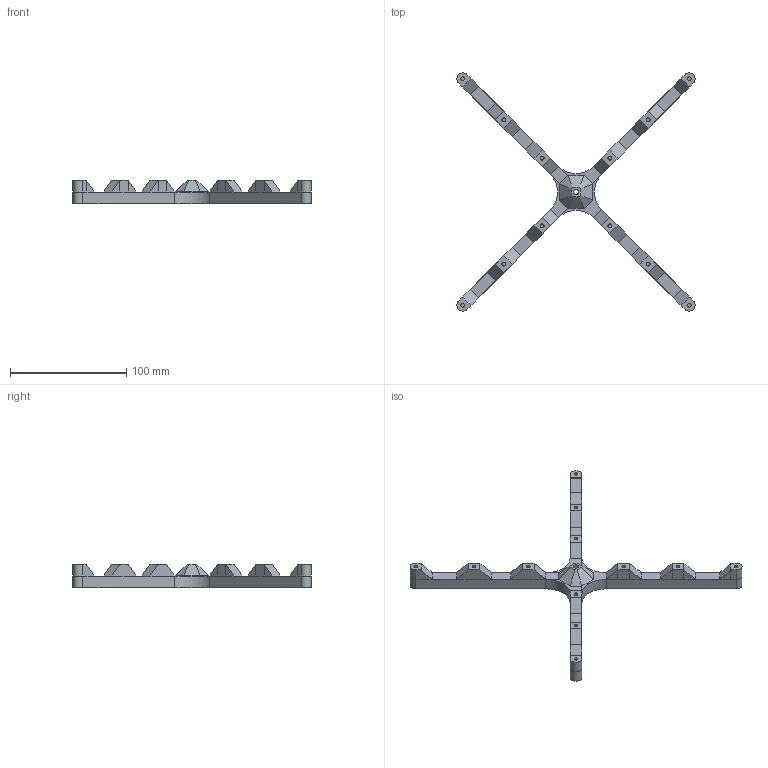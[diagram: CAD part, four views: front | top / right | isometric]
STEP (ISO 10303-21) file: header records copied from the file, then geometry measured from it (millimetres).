
FILE_DESCRIPTION(('FreeCAD Model'),'2;1');
FILE_NAME('Open CASCADE Shape Model','2025-10-03T20:52:47',(''),(''), 'Open CASCADE STEP processor 7.9','FreeCAD','Unknown');
FILE_SCHEMA(('AUTOMOTIVE_DESIGN { 1 0 10303 214 1 1 1 1 }'));
Length unit declared in the file: millimetre
Products named in the file (1): Legs
Bounding box: 204.58 x 204.58 x 20 mm (x, y, z)
Volume: 80514.9 mm3; surface area: 31577.3 mm2
Topology: 1 solids, 1 shells, 250 faces, 547 edges, 334 vertices
Faces by surface type: plane 193, cylinder 57
Full cylindrical faces by diameter (mm): 3.3 x24, 4.7 x1, 5.6 x12
Entity records: 14046 total; most frequent: CARTESIAN_POINT 2662, DIRECTION 2181, LINE 1405, VECTOR 1405, ORIENTED_EDGE 1094, PCURVE 1094, DEFINITIONAL_REPRESENTATION 1094, EDGE_CURVE 547
